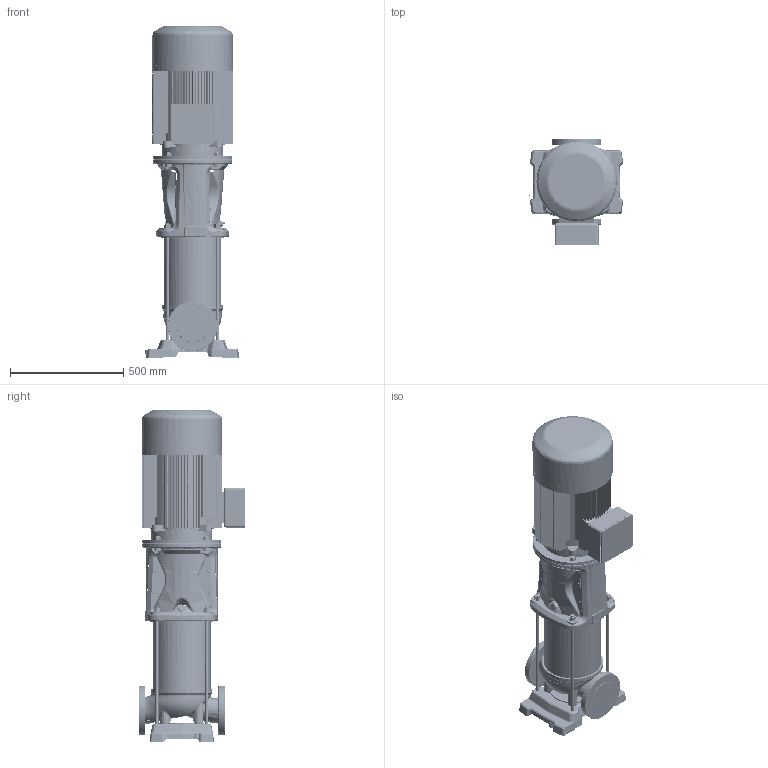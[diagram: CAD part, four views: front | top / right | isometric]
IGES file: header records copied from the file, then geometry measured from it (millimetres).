
Global section: file name: 015P2340 (RMV 95-3F); native system: AutoCAD 2021 — Русский (Russian),62HAutod; preprocessor: esk Translation Framework DWG producer (atf_dwg_producer); organization: unknown; date: 20240917.192102; units: millimetre
Bounding box: 417.06 x 470 x 1469 mm (x, y, z)
Volume: 2052121 mm3; surface area: 4471778.1 mm2
Topology: 2 solids, 2 shells, 2518 faces, 72053 edges, 71953 vertices
Faces by surface type: bspline 1592, revolution 926
